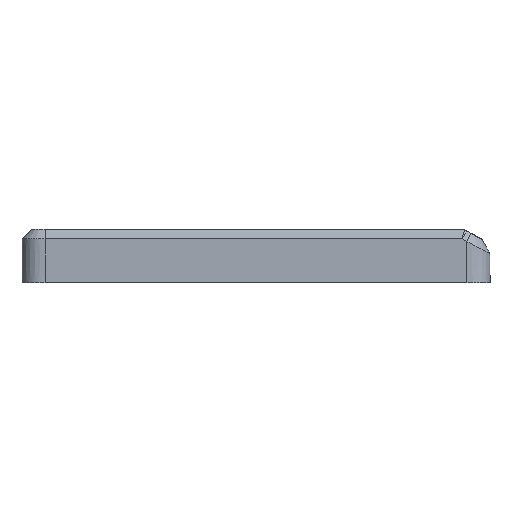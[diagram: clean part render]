
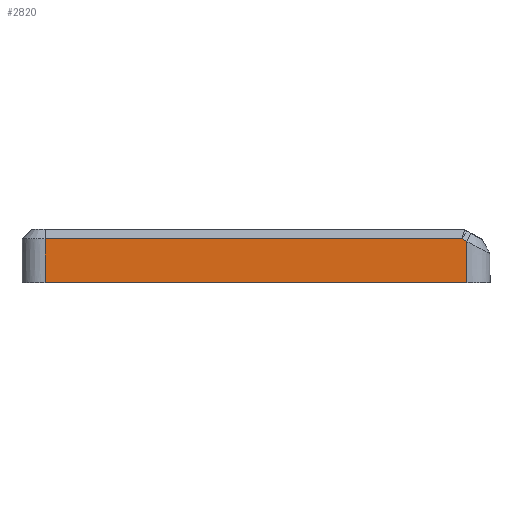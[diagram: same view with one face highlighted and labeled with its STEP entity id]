
A CAD part, left-side view. The second image highlights one B-rep face of the part: STEP entity #2820.
In plain terms, the highlighted planar face has unit normal (-1, 0, 0).
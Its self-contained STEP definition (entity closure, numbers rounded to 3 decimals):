
#110=B_SPLINE_CURVE_WITH_KNOTS('',3,(#4495,#4496,#4497,#4498),
 .UNSPECIFIED.,.F.,.F.,(4,4),(-1.016,-0.828),
 .UNSPECIFIED.);
#132=LINE('',#4111,#435);
#141=LINE('',#4280,#444);
#158=LINE('',#4706,#461);
#159=LINE('',#4709,#462);
#160=LINE('',#4710,#463);
#435=VECTOR('',#3292,10.);
#444=VECTOR('',#3307,10.);
#461=VECTOR('',#3332,10.);
#462=VECTOR('',#3335,10.);
#463=VECTOR('',#3336,10.);
#760=FACE_OUTER_BOUND('',#932,.T.);
#932=EDGE_LOOP('',(#1950,#1951,#1952,#1953,#1954,#1955));
#1207=VERTEX_POINT('',#4108);
#1208=VERTEX_POINT('',#4110);
#1215=VERTEX_POINT('',#4279);
#1224=VERTEX_POINT('',#4425);
#1230=VERTEX_POINT('',#4683);
#1231=VERTEX_POINT('',#4708);
#1463=EDGE_CURVE('',#1207,#1208,#132,.T.);
#1476=EDGE_CURVE('',#1208,#1215,#141,.T.);
#1491=EDGE_CURVE('',#1215,#1224,#110,.T.);
#1504=EDGE_CURVE('',#1230,#1207,#158,.T.);
#1505=EDGE_CURVE('',#1231,#1230,#159,.T.);
#1506=EDGE_CURVE('',#1224,#1231,#160,.T.);
#1950=ORIENTED_EDGE('',*,*,#1463,.F.);
#1951=ORIENTED_EDGE('',*,*,#1504,.F.);
#1952=ORIENTED_EDGE('',*,*,#1505,.F.);
#1953=ORIENTED_EDGE('',*,*,#1506,.F.);
#1954=ORIENTED_EDGE('',*,*,#1491,.F.);
#1955=ORIENTED_EDGE('',*,*,#1476,.F.);
#2711=PLANE('',#3008);
#2820=ADVANCED_FACE('',(#760),#2711,.T.);
#3008=AXIS2_PLACEMENT_3D('',#4707,#3333,#3334);
#3292=DIRECTION('',(0.,-1.,0.));
#3307=DIRECTION('',(0.,-0.866,-0.5));
#3332=DIRECTION('',(0.,0.,1.));
#3333=DIRECTION('center_axis',(-1.,0.,0.));
#3334=DIRECTION('ref_axis',(0.,0.,1.));
#3335=DIRECTION('',(0.,1.,0.));
#3336=DIRECTION('',(0.,0.,-1.));
#4108=CARTESIAN_POINT('',(1.663,94.688,18.));
#4110=CARTESIAN_POINT('',(1.663,4.312,18.));
#4111=CARTESIAN_POINT('',(1.663,71.222,18.));
#4279=CARTESIAN_POINT('',(1.663,4.276,17.979));
#4280=CARTESIAN_POINT('',(1.663,31.891,33.923));
#4425=CARTESIAN_POINT('',(1.663,3.276,17.402));
#4495=CARTESIAN_POINT('Ctrl Pts',(1.663,4.276,17.979));
#4496=CARTESIAN_POINT('Ctrl Pts',(1.663,3.953,17.793));
#4497=CARTESIAN_POINT('Ctrl Pts',(1.663,3.624,17.602));
#4498=CARTESIAN_POINT('Ctrl Pts',(1.663,3.276,17.402));
#4683=CARTESIAN_POINT('',(1.663,94.688,8.5));
#4706=CARTESIAN_POINT('',(1.663,94.688,0.));
#4707=CARTESIAN_POINT('Origin',(1.663,94.963,0.));
#4708=CARTESIAN_POINT('',(1.663,3.276,8.5));
#4709=CARTESIAN_POINT('',(1.663,71.163,8.5));
#4710=CARTESIAN_POINT('',(1.663,3.276,8.557));
